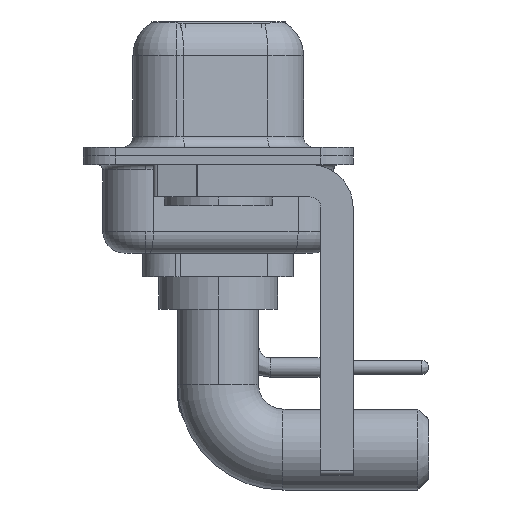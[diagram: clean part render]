
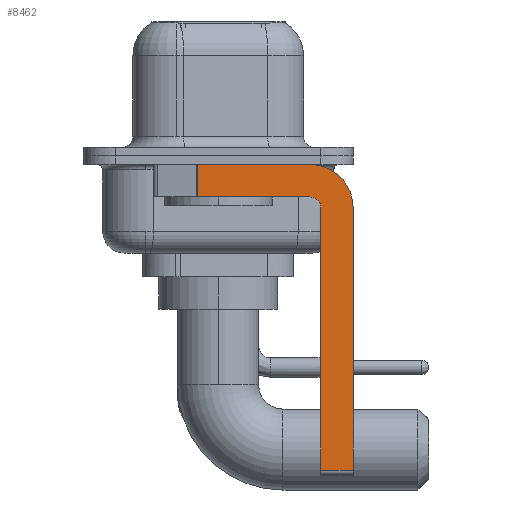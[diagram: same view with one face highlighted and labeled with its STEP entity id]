
A CAD part, left-side view. The second image highlights one B-rep face of the part: STEP entity #8462.
In plain terms, the highlighted planar face has unit normal (-1, 0, 0).
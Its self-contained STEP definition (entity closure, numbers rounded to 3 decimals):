
#599 = VERTEX_POINT ( 'NONE', #5507 ) ;
#660 = ORIENTED_EDGE ( 'NONE', *, *, #7153, .F. ) ;
#706 = CIRCLE ( 'NONE', #18599, 2. ) ;
#1013 = EDGE_LOOP ( 'NONE', ( #11706, #13936, #14645, #22166, #18348, #2984, #660, #14430 ) ) ;
#2321 = VECTOR ( 'NONE', #6423, 1000. ) ;
#2705 = CARTESIAN_POINT ( 'NONE',  ( -2.9, -4.25, -0.4 ) ) ;
#2984 = ORIENTED_EDGE ( 'NONE', *, *, #22597, .T. ) ;
#3115 = CARTESIAN_POINT ( 'NONE',  ( -2.9, -4.25, -1.9 ) ) ;
#3270 = CARTESIAN_POINT ( 'NONE',  ( -2.9, -4.25, -14.55 ) ) ;
#3530 = CARTESIAN_POINT ( 'NONE',  ( -2.9, 0.978, -1.9 ) ) ;
#3571 = DIRECTION ( 'NONE',  ( 0., 0., 1. ) ) ;
#5369 = EDGE_CURVE ( 'NONE', #599, #15606, #19187, .T. ) ;
#5507 = CARTESIAN_POINT ( 'NONE',  ( -2.9, -4.75, -2.4 ) ) ;
#5602 = CARTESIAN_POINT ( 'NONE',  ( -2.9, -6.25, -14.55 ) ) ;
#5606 = DIRECTION ( 'NONE',  ( 1., 0., 0. ) ) ;
#5666 = CARTESIAN_POINT ( 'NONE',  ( -2.9, -4.25, -1.9 ) ) ;
#6030 = EDGE_CURVE ( 'NONE', #15487, #23256, #10585, .T. ) ;
#6055 = CARTESIAN_POINT ( 'NONE',  ( -2.9, 0.978, -1.9 ) ) ;
#6423 = DIRECTION ( 'NONE',  ( 0., 0., -1. ) ) ;
#6574 = DIRECTION ( 'NONE',  ( 0., -1., 0. ) ) ;
#7153 = EDGE_CURVE ( 'NONE', #17111, #15643, #9860, .T. ) ;
#7232 = FACE_OUTER_BOUND ( 'NONE', #1013, .T. ) ;
#7477 = PLANE ( 'NONE',  #10377 ) ;
#7496 = VECTOR ( 'NONE', #6574, 1000. ) ;
#7773 = CARTESIAN_POINT ( 'NONE',  ( -2.9, -4.75, -14.55 ) ) ;
#8462 = ADVANCED_FACE ( 'NONE', ( #7232 ), #7477, .F. ) ;
#9184 = DIRECTION ( 'NONE',  ( 0., 1., 0. ) ) ;
#9860 = LINE ( 'NONE', #11718, #22613 ) ;
#10377 = AXIS2_PLACEMENT_3D ( 'NONE', #14838, #5606, #22449 ) ;
#10585 = LINE ( 'NONE', #23655, #7496 ) ;
#10596 = VECTOR ( 'NONE', #16932, 1000. ) ;
#10605 = VERTEX_POINT ( 'NONE', #7773 ) ;
#10897 = DIRECTION ( 'NONE',  ( 0., -1., 0. ) ) ;
#11065 = CARTESIAN_POINT ( 'NONE',  ( -2.9, -4.25, -2.4 ) ) ;
#11218 = AXIS2_PLACEMENT_3D ( 'NONE', #11065, #17035, #3571 ) ;
#11464 = LINE ( 'NONE', #13197, #10596 ) ;
#11706 = ORIENTED_EDGE ( 'NONE', *, *, #6030, .F. ) ;
#11718 = CARTESIAN_POINT ( 'NONE',  ( -2.9, -6.25, -2.4 ) ) ;
#12117 = DIRECTION ( 'NONE',  ( 1., 0., 0. ) ) ;
#13197 = CARTESIAN_POINT ( 'NONE',  ( -2.9, -4.75, -14.8 ) ) ;
#13843 = EDGE_CURVE ( 'NONE', #23256, #17111, #706, .T. ) ;
#13936 = ORIENTED_EDGE ( 'NONE', *, *, #16279, .T. ) ;
#14430 = ORIENTED_EDGE ( 'NONE', *, *, #13843, .F. ) ;
#14645 = ORIENTED_EDGE ( 'NONE', *, *, #19680, .F. ) ;
#14838 = CARTESIAN_POINT ( 'NONE',  ( -2.9, -4.25, -2.4 ) ) ;
#15487 = VERTEX_POINT ( 'NONE', #16573 ) ;
#15606 = VERTEX_POINT ( 'NONE', #3115 ) ;
#15643 = VERTEX_POINT ( 'NONE', #5602 ) ;
#15724 = DIRECTION ( 'NONE',  ( 0., 0., -1. ) ) ;
#16279 = EDGE_CURVE ( 'NONE', #15487, #23861, #23385, .T. ) ;
#16573 = CARTESIAN_POINT ( 'NONE',  ( -2.9, 0.978, -0.4 ) ) ;
#16863 = CARTESIAN_POINT ( 'NONE',  ( -2.9, -6.25, -2.4 ) ) ;
#16884 = VECTOR ( 'NONE', #9184, 1000. ) ;
#16932 = DIRECTION ( 'NONE',  ( 0., 0., 1. ) ) ;
#17035 = DIRECTION ( 'NONE',  ( -1., 0., 0. ) ) ;
#17111 = VERTEX_POINT ( 'NONE', #16863 ) ;
#18348 = ORIENTED_EDGE ( 'NONE', *, *, #20678, .F. ) ;
#18599 = AXIS2_PLACEMENT_3D ( 'NONE', #21487, #12117, #15724 ) ;
#18777 = LINE ( 'NONE', #5666, #16884 ) ;
#19187 = CIRCLE ( 'NONE', #11218, 0.5 ) ;
#19680 = EDGE_CURVE ( 'NONE', #15606, #23861, #18777, .T. ) ;
#19813 = VECTOR ( 'NONE', #10897, 1000. ) ;
#20352 = LINE ( 'NONE', #3270, #19813 ) ;
#20678 = EDGE_CURVE ( 'NONE', #10605, #599, #11464, .T. ) ;
#21320 = DIRECTION ( 'NONE',  ( 0., 0., -1. ) ) ;
#21487 = CARTESIAN_POINT ( 'NONE',  ( -2.9, -4.25, -2.4 ) ) ;
#22166 = ORIENTED_EDGE ( 'NONE', *, *, #5369, .F. ) ;
#22449 = DIRECTION ( 'NONE',  ( 0., 0., -1. ) ) ;
#22597 = EDGE_CURVE ( 'NONE', #10605, #15643, #20352, .T. ) ;
#22613 = VECTOR ( 'NONE', #21320, 1000. ) ;
#23256 = VERTEX_POINT ( 'NONE', #2705 ) ;
#23385 = LINE ( 'NONE', #6055, #2321 ) ;
#23655 = CARTESIAN_POINT ( 'NONE',  ( -2.9, 3., -0.4 ) ) ;
#23861 = VERTEX_POINT ( 'NONE', #3530 ) ;
